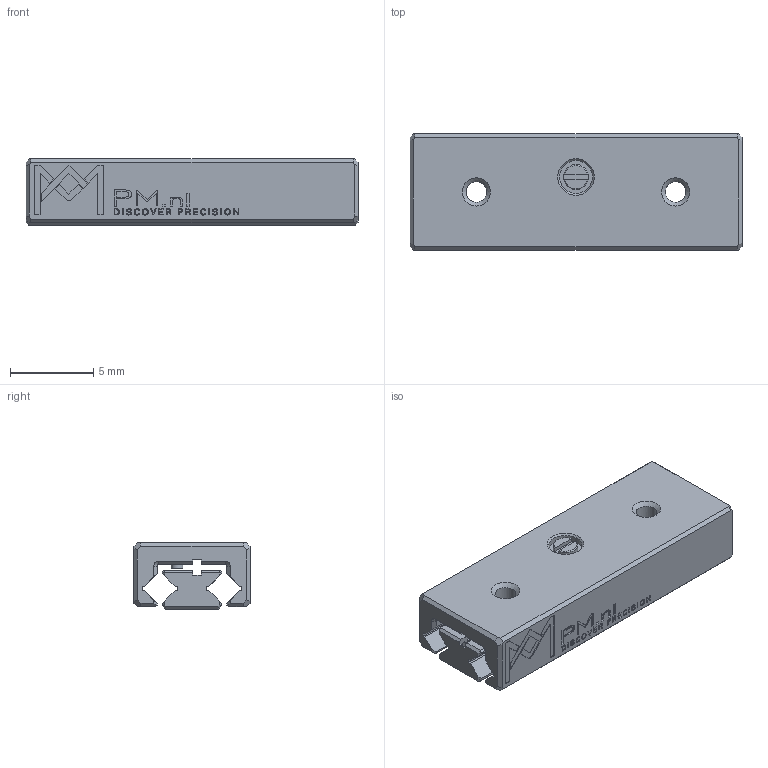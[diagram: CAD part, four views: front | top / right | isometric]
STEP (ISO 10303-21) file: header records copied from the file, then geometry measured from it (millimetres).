
FILE_DESCRIPTION(/* description */ (''),/* implementation_level */ '2;1');
FILE_NAME(/* name */ 'MSR 4-20.stp',/* time_stamp */ '2024-09-27T08:37:23+02:00',/* author */ (''),/* organization */ (''),/* preprocessor_version */ 'ST-DEVELOPER v16.7',/* originating_system */ 'SIEMENS PLM Software NX 12.0',/* authorisation */ '');
FILE_SCHEMA (('AUTOMOTIVE_DESIGN { 1 0 10303 214 3 1 1 1 }'));
Length unit declared in the file: millimetre
Products named in the file (1): 046078_B_1-Slide MSR 4-20 Assy_stp
Bounding box: 20 x 7 x 4 mm (x, y, z)
Volume: 403 mm3; surface area: 943.6 mm2
Topology: 3 solids, 3 shells, 1146 faces, 3192 edges, 2118 vertices
Faces by surface type: plane 930, bspline 180, cone 24, cylinder 12
Full cylindrical faces by diameter (mm): 0.7 x1, 0.75 x1, 0.95 x1, 1.2 x1, 1.25 x4, 1.5 x1, 2 x1
Entity records: 41096 total; most frequent: CARTESIAN_POINT 8999, ORIENTED_EDGE 6334, DIRECTION 4804, EDGE_CURVE 3167, LINE 2688, VECTOR 2688, VERTEX_POINT 2111, EDGE_LOOP 1240
